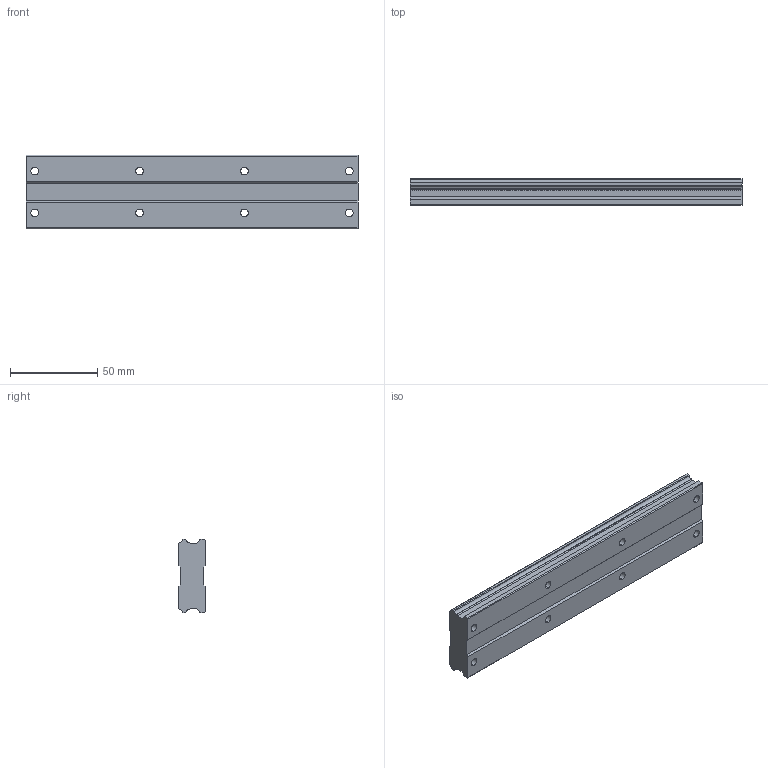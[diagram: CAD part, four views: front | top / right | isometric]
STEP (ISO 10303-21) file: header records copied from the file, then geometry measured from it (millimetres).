
FILE_DESCRIPTION (( 'STEP AP214' ), '1' );
FILE_NAME ('HRW27CA1SS-190L_G5_0_B-M6F_58-6_0_0_0_1.STEP', '2021-08-05T07:43:24', ( '' ), ( '' ), 'SwSTEP 2.0', 'SolidWorks 2021', '' );
FILE_SCHEMA (( 'AUTOMOTIVE_DESIGN' ));
Length unit declared in the file: millimetre
Products named in the file (2): HRW27CA1SS-190L_G5_0_B-M6F_58-6_0_0_0_1; _HRW27CA1905 Track
Assembly tree (1 placements, depth 2):
  HRW27CA1SS-190L_G5_0_B-M6F_58-6_0_0_0_1
    _HRW27CA1905 Track
Bounding box: 190 x 15 x 42 mm (x, y, z)
Volume: 105433.6 mm3; surface area: 25259.1 mm2
Topology: 1 solids, 1 shells, 75 faces, 195 edges, 130 vertices
Faces by surface type: plane 38, cylinder 37
Entity records: 2421 total; most frequent: DIRECTION 427, CARTESIAN_POINT 404, ORIENTED_EDGE 390, EDGE_CURVE 195, AXIS2_PLACEMENT_3D 153, VERTEX_POINT 130, VECTOR 121, LINE 121
